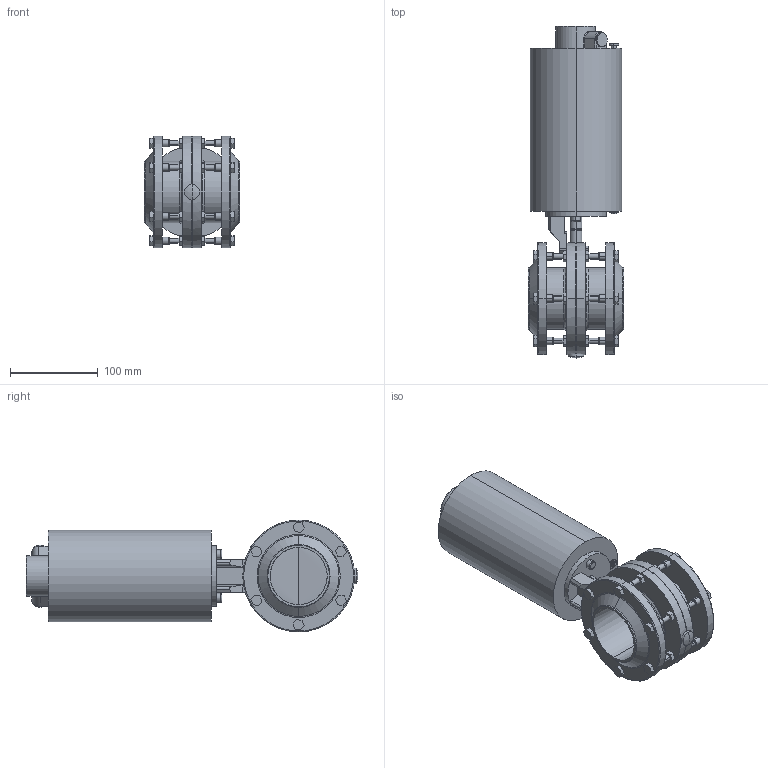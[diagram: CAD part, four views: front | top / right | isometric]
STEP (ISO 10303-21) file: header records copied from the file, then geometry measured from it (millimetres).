
FILE_DESCRIPTION (( 'STEP AP203' ), '1' );
FILE_NAME ('3D-M4510_DN65_174501170_174501195.STEP', '2024-09-20T08:19:27', ( '' ), ( '' ), 'SwSTEP 2.0', 'SolidWorks 2024', '' );
FILE_SCHEMA (( 'CONFIG_CONTROL_DESIGN' ));
Length unit declared in the file: millimetre
Products named in the file (1): 3D-M4510_DN65_174501170_174501195
Bounding box: 108.31 x 377.46 x 127 mm (x, y, z)
Volume: 2136111.8 mm3; surface area: 225661.6 mm2
Topology: 7 solids, 22 shells, 566 faces, 1291 edges, 825 vertices
Faces by surface type: plane 291, cylinder 178, torus 61, cone 26, sphere 6, bspline 4
Entity records: 16998 total; most frequent: CARTESIAN_POINT 3772, DIRECTION 2859, ORIENTED_EDGE 2582, EDGE_CURVE 1291, AXIS2_PLACEMENT_3D 1048, VERTEX_POINT 825, LINE 763, VECTOR 763
